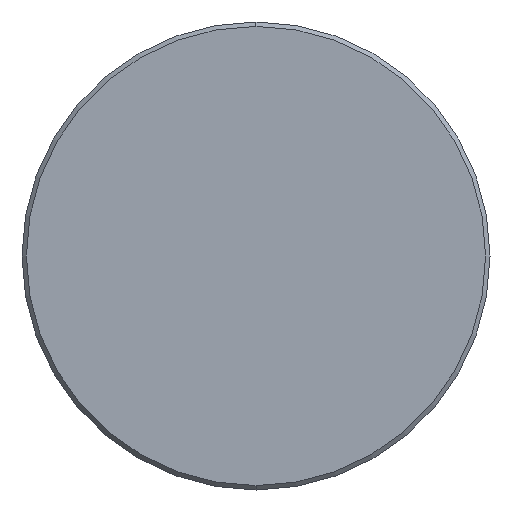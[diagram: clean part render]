
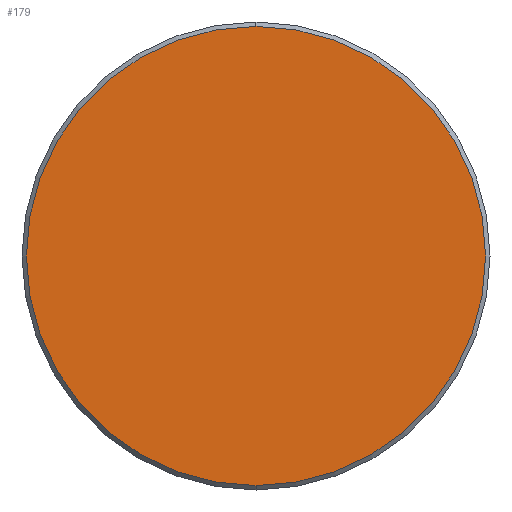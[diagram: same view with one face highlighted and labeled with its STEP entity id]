
A CAD part, left-side view. The second image highlights one B-rep face of the part: STEP entity #179.
In plain terms, the highlighted planar face has unit normal (-1, 0, 0).
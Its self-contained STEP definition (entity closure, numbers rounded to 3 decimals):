
#27 = VERTEX_POINT ( 'NONE', #593 ) ;
#48 = ORIENTED_EDGE ( 'NONE', *, *, #692, .T. ) ;
#92 = DIRECTION ( 'NONE',  ( 0., 0., 1. ) ) ;
#136 = FACE_OUTER_BOUND ( 'NONE', #560, .T. ) ;
#151 = DIRECTION ( 'NONE',  ( 0., 0., -1. ) ) ;
#163 = AXIS2_PLACEMENT_3D ( 'NONE', #554, #318, #634 ) ;
#168 = CARTESIAN_POINT ( 'NONE',  ( 0., 0., -15.7 ) ) ;
#169 = CARTESIAN_POINT ( 'NONE',  ( 0., 0., 0. ) ) ;
#179 = ADVANCED_FACE ( 'NONE', ( #136 ), #694, .F. ) ;
#258 = EDGE_CURVE ( 'NONE', #27, #717, #525, .T. ) ;
#310 = DIRECTION ( 'NONE',  ( 1., 0., 0. ) ) ;
#318 = DIRECTION ( 'NONE',  ( -1., 0., 0. ) ) ;
#369 = CIRCLE ( 'NONE', #163, 15.7 ) ;
#525 = CIRCLE ( 'NONE', #918, 15.7 ) ;
#554 = CARTESIAN_POINT ( 'NONE',  ( 0., 0., 0. ) ) ;
#560 = EDGE_LOOP ( 'NONE', ( #48, #779 ) ) ;
#593 = CARTESIAN_POINT ( 'NONE',  ( 0., 0., 15.7 ) ) ;
#634 = DIRECTION ( 'NONE',  ( 0., 0., 1. ) ) ;
#692 = EDGE_CURVE ( 'NONE', #717, #27, #369, .T. ) ;
#694 = PLANE ( 'NONE',  #812 ) ;
#707 = DIRECTION ( 'NONE',  ( -1., 0., 0. ) ) ;
#717 = VERTEX_POINT ( 'NONE', #168 ) ;
#779 = ORIENTED_EDGE ( 'NONE', *, *, #258, .T. ) ;
#788 = CARTESIAN_POINT ( 'NONE',  ( 0., 0., 0. ) ) ;
#812 = AXIS2_PLACEMENT_3D ( 'NONE', #788, #310, #151 ) ;
#918 = AXIS2_PLACEMENT_3D ( 'NONE', #169, #707, #92 ) ;
